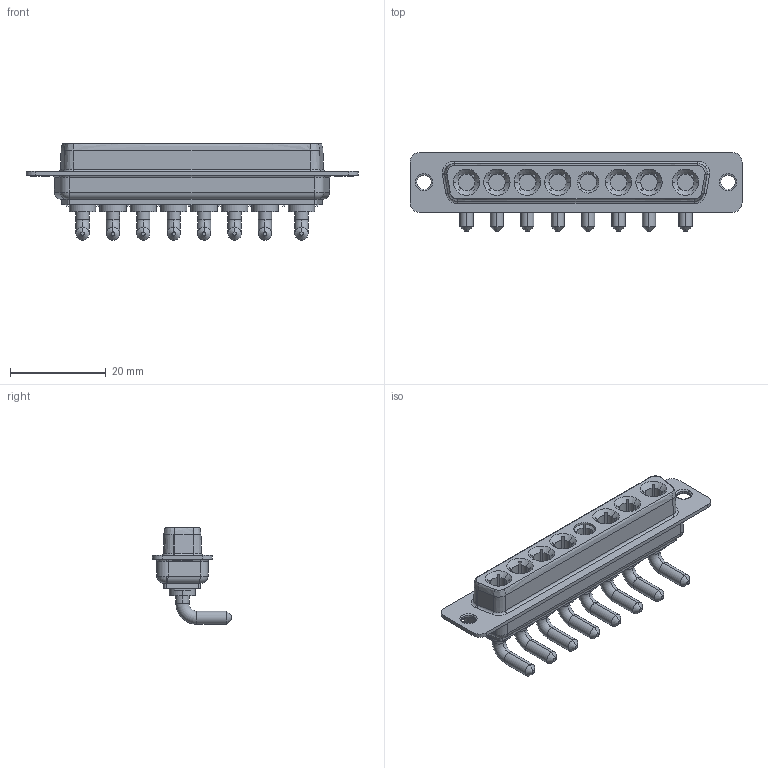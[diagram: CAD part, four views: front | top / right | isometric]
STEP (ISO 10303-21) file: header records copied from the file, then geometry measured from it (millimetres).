
FILE_DESCRIPTION (( 'STEP AP214' ), '1' );
FILE_NAME ('FDP0802-F0DB103K6KB-REF.STEP', '2025-06-21T03:33:13', ( '' ), ( '' ), 'SwSTEP 2.0', 'SolidWorks 2021', '' );
FILE_SCHEMA (( 'AUTOMOTIVE_DESIGN' ));
Length unit declared in the file: millimetre
Products named in the file (1): FDP0802-F0DB103K6KB-REF
Bounding box: 69.32 x 16.5 x 20.18 mm (x, y, z)
Volume: 6454.5 mm3; surface area: 5646.2 mm2
Topology: 1 solids, 9 shells, 452 faces, 1092 edges, 695 vertices
Faces by surface type: plane 203, cylinder 160, cone 41, torus 40, bspline 8
Entity records: 13571 total; most frequent: CARTESIAN_POINT 2716, DIRECTION 2385, ORIENTED_EDGE 2184, EDGE_CURVE 1092, AXIS2_PLACEMENT_3D 938, VERTEX_POINT 695, VECTOR 509, LINE 509
